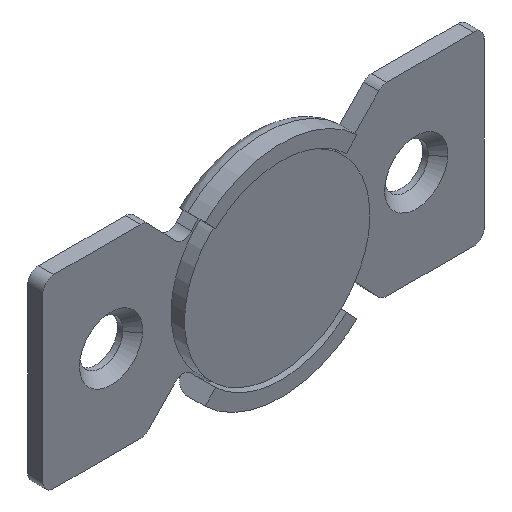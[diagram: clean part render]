
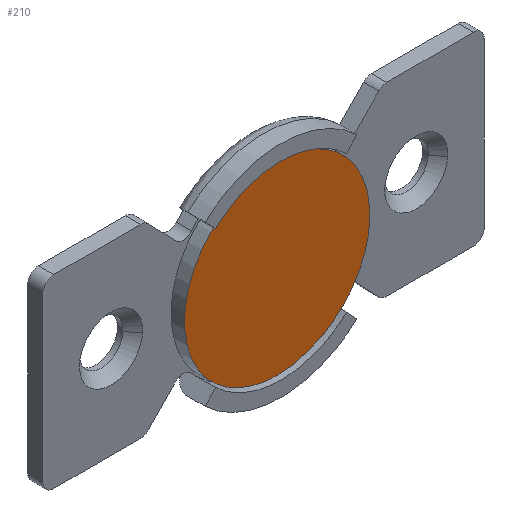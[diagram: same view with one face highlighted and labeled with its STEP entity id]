
A CAD part, isometric view. The second image highlights one B-rep face of the part: STEP entity #210.
In plain terms, the highlighted free-form (B-spline) face has degree [1, 1] with [2, 2] control points.
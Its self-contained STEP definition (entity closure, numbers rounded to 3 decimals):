
#96=CARTESIAN_POINT('',(-8.474,-2.65,0.667));
#97=VERTEX_POINT('',#96);
#103=CARTESIAN_POINT('',(0.0,-2.65,8.5));
#104=VERTEX_POINT('',#103);
#105=CARTESIAN_POINT('',(0.0,-2.65,8.5));
#106=CARTESIAN_POINT('',(-7.857,-2.65,8.5));
#107=CARTESIAN_POINT('',(-8.474,-2.65,0.667));
#115=(BOUNDED_CURVE()B_SPLINE_CURVE(2,(#105,#106,#107),.UNSPECIFIED.,.F.,.U.)B_SPLINE_CURVE_WITH_KNOTS((3,3),(0.0,0.236),.UNSPECIFIED.)CURVE()GEOMETRIC_REPRESENTATION_ITEM()RATIONAL_B_SPLINE_CURVE((1.0,0.723,0.97))REPRESENTATION_ITEM(''));
#116=EDGE_CURVE('',#104,#97,#115,.T.);
#118=CARTESIAN_POINT('',(8.474,-2.65,-0.667));
#119=VERTEX_POINT('',#118);
#120=CARTESIAN_POINT('',(8.474,-2.65,-0.667));
#121=CARTESIAN_POINT('',(8.5,-2.65,-0.334));
#122=CARTESIAN_POINT('',(8.5,-2.65,0.));
#123=CARTESIAN_POINT('',(8.5,-2.65,8.5));
#124=CARTESIAN_POINT('',(0.0,-2.65,8.5));
#132=(BOUNDED_CURVE()B_SPLINE_CURVE(2,(#120,#121,#122,#123,#124),.UNSPECIFIED.,.F.,.U.)B_SPLINE_CURVE_WITH_KNOTS((3,2,3),(0.736,0.75,1.0),.UNSPECIFIED.)CURVE()GEOMETRIC_REPRESENTATION_ITEM()RATIONAL_B_SPLINE_CURVE((0.97,0.984,1.0,0.707,1.0))REPRESENTATION_ITEM(''));
#133=EDGE_CURVE('',#119,#104,#132,.T.);
#165=CARTESIAN_POINT('',(0.0,-2.65,-8.5));
#166=VERTEX_POINT('',#165);
#167=CARTESIAN_POINT('',(0.0,-2.65,-8.5));
#168=CARTESIAN_POINT('',(7.857,-2.65,-8.5));
#169=CARTESIAN_POINT('',(8.474,-2.65,-0.667));
#177=(BOUNDED_CURVE()B_SPLINE_CURVE(2,(#167,#168,#169),.UNSPECIFIED.,.F.,.U.)B_SPLINE_CURVE_WITH_KNOTS((3,3),(0.5,0.736),.UNSPECIFIED.)CURVE()GEOMETRIC_REPRESENTATION_ITEM()RATIONAL_B_SPLINE_CURVE((1.0,0.723,0.97))REPRESENTATION_ITEM(''));
#178=EDGE_CURVE('',#166,#119,#177,.T.);
#180=CARTESIAN_POINT('',(-8.474,-2.65,0.667));
#181=CARTESIAN_POINT('',(-8.5,-2.65,0.334));
#182=CARTESIAN_POINT('',(-8.5,-2.65,0.));
#183=CARTESIAN_POINT('',(-8.5,-2.65,-8.5));
#184=CARTESIAN_POINT('',(0.0,-2.65,-8.5));
#192=(BOUNDED_CURVE()B_SPLINE_CURVE(2,(#180,#181,#182,#183,#184),.UNSPECIFIED.,.F.,.U.)B_SPLINE_CURVE_WITH_KNOTS((3,2,3),(0.236,0.25,0.5),.UNSPECIFIED.)CURVE()GEOMETRIC_REPRESENTATION_ITEM()RATIONAL_B_SPLINE_CURVE((0.97,0.984,1.0,0.707,1.0))REPRESENTATION_ITEM(''));
#193=EDGE_CURVE('',#97,#166,#192,.T.);
#199=CARTESIAN_POINT('',(-9.347,-2.65,9.349));
#200=CARTESIAN_POINT('',(9.347,-2.65,9.349));
#201=CARTESIAN_POINT('',(-9.347,-2.65,-9.349));
#202=CARTESIAN_POINT('',(9.347,-2.65,-9.349));
#203=B_SPLINE_SURFACE_WITH_KNOTS('',1,1,((#199,#201),(#200,#202)),.UNSPECIFIED.,.F.,.F.,.U.,(2,2),(2,2),(0.0,18.693),(0.0,18.698),.UNSPECIFIED.);
#204=ORIENTED_EDGE('',*,*,#116,.T.);
#205=ORIENTED_EDGE('',*,*,#193,.T.);
#206=ORIENTED_EDGE('',*,*,#178,.T.);
#207=ORIENTED_EDGE('',*,*,#133,.T.);
#208=EDGE_LOOP('',(#204,#205,#206,#207));
#209=FACE_OUTER_BOUND('',#208,.T.);
#210=ADVANCED_FACE('',(#209),#203,.F.);
